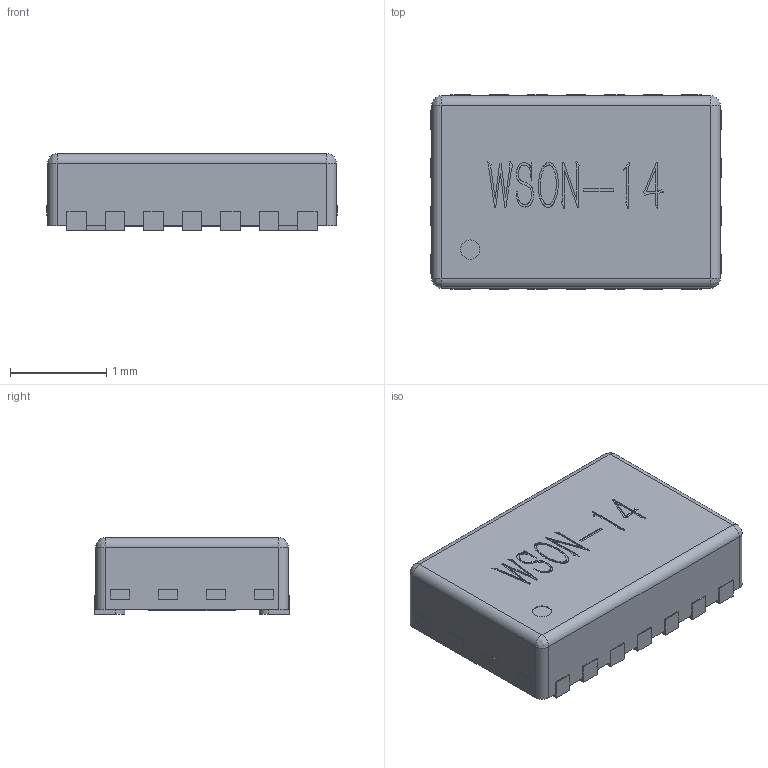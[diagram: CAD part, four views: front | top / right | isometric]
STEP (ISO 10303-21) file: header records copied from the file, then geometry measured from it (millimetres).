
FILE_DESCRIPTION (( 'STEP AP214' ), '1' );
FILE_NAME ('WSON14L040P200WL.STEP', '2022-07-25T03:04:08', ( '' ), ( '' ), 'SwSTEP 2.0', 'SolidWorks 2017', '' );
FILE_SCHEMA (( 'AUTOMOTIVE_DESIGN' ));
Length unit declared in the file: millimetre
Products named in the file (4): WSON14L040P200WL; WSON-14_L3.0-W2.0-P0.40-BL-EP; SOLID_1; U1
Assembly tree (3 placements, depth 4):
  WSON14L040P200WL
    U1
      WSON-14_L3.0-W2.0-P0.40-BL-EP
        SOLID_1
Bounding box: 3.02 x 2.02 x 0.8 mm (x, y, z)
Volume: 4.5 mm3; surface area: 20.1 mm2
Topology: 1 solids, 1 shells, 400 faces, 1108 edges, 732 vertices
Faces by surface type: plane 283, bspline 93, cylinder 24
Entity records: 20904 total; most frequent: CARTESIAN_POINT 6769, ORIENTED_EDGE 2208, DIRECTION 1604, EDGE_CURVE 1104, LINE 878, VECTOR 878, VERTEX_POINT 732, EDGE_LOOP 426
